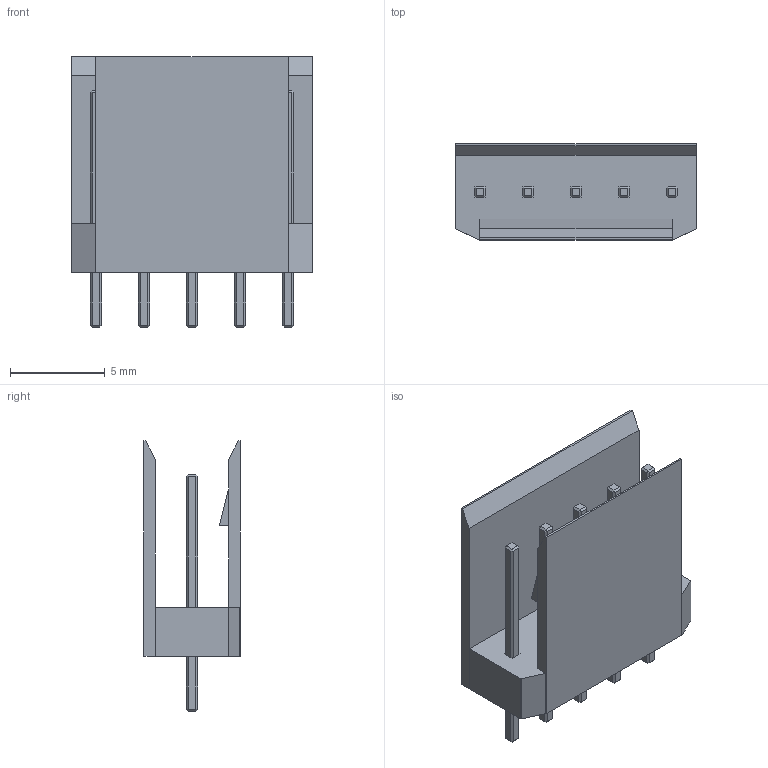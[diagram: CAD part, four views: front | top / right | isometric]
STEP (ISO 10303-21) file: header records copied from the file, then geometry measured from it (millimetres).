
FILE_DESCRIPTION(('FreeCAD Model'),'2;1');
FILE_NAME('Open CASCADE Shape Model','2022-07-23T20:06:49',('Author'),( ''),'Open CASCADE STEP processor 7.5','FreeCAD','Unknown');
FILE_SCHEMA(('AUTOMOTIVE_DESIGN { 1 0 10303 214 1 1 1 1 }'));
Length unit declared in the file: millimetre
Products named in the file (1): Body
Bounding box: 12.7 x 5.08 x 14.3 mm (x, y, z)
Volume: 302.5 mm3; surface area: 743.8 mm2
Topology: 1 solids, 1 shells, 229 faces, 491 edges, 274 vertices
Faces by surface type: plane 229
Entity records: 12250 total; most frequent: CARTESIAN_POINT 1977, DIRECTION 1933, LINE 1473, VECTOR 1473, ORIENTED_EDGE 982, PCURVE 982, DEFINITIONAL_REPRESENTATION 982, EDGE_CURVE 491
